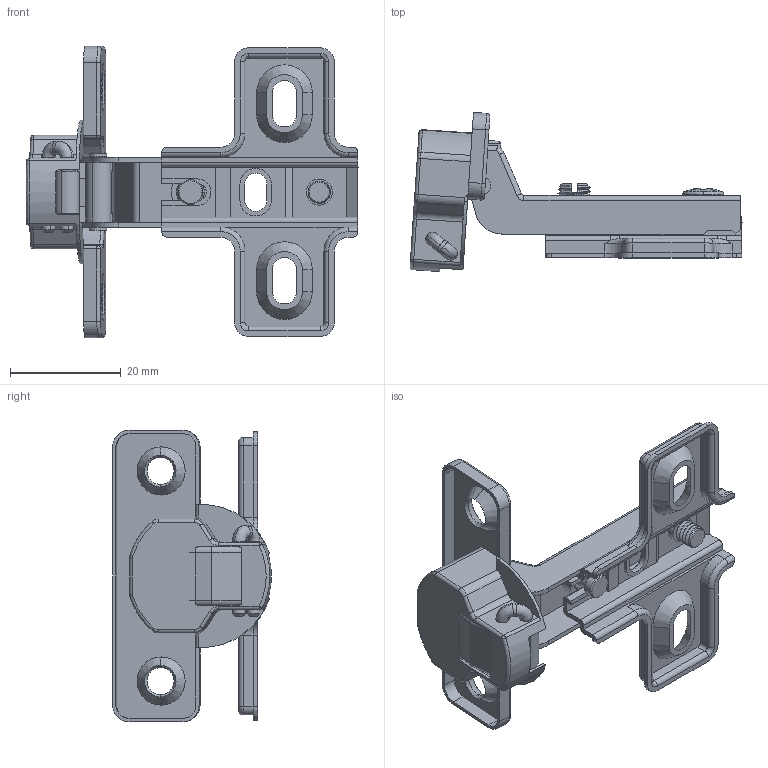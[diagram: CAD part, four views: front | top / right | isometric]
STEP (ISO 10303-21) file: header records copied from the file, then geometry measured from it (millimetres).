
FILE_DESCRIPTION (( 'STEP AP214' ), '1' );
FILE_NAME ('F000138-CLOSED_3D.step', '2022-06-06T12:59:47', ( '' ), ( '' ), 'SwSTEP 2.0', 'SolidWorks 2020', '' );
FILE_SCHEMA (( 'AUTOMOTIVE_DESIGN' ));
Length unit declared in the file: millimetre
Products named in the file (10): 穩隊-2-NS30; C06樓詢瞳豝SLDPRT-2-NS30; C03嘐隅蹟佪-8-NS30; C06須豝-2-NS30; C06笢⑻-NS30; C06侐謂-2-NS30; C06覃誹蹟佪-2-NS30; F000138-CLOSED_3D; C06-H0沺菁-1-NS30; U渀-2-NS30
Assembly tree (10 placements, depth 2):
  F000138-CLOSED_3D
    C06笢⑻-NS30
    C06覃誹蹟佪-2-NS30
    C06須豝-2-NS30
    C06樓詢瞳豝SLDPRT-2-NS30
    C06侐謂-2-NS30
    C03嘐隅蹟佪-8-NS30
    C06-H0沺菁-1-NS30
    U渀-2-NS30
    穩隊-2-NS30  x2
Bounding box: 60.04 x 28.75 x 52.7 mm (x, y, z)
Volume: 5344.1 mm3; surface area: 13843.1 mm2
Topology: 10 solids, 10 shells, 861 faces, 2300 edges, 1465 vertices
Faces by surface type: cylinder 357, plane 353, bspline 98, cone 49, torus 4
Entity records: 32021 total; most frequent: CARTESIAN_POINT 10916, ORIENTED_EDGE 4546, DIRECTION 4187, EDGE_CURVE 2273, AXIS2_PLACEMENT_3D 1499, VERTEX_POINT 1451, LINE 1189, VECTOR 1189
